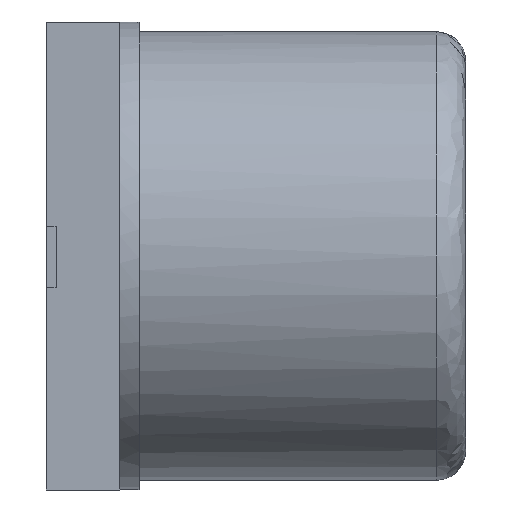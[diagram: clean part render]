
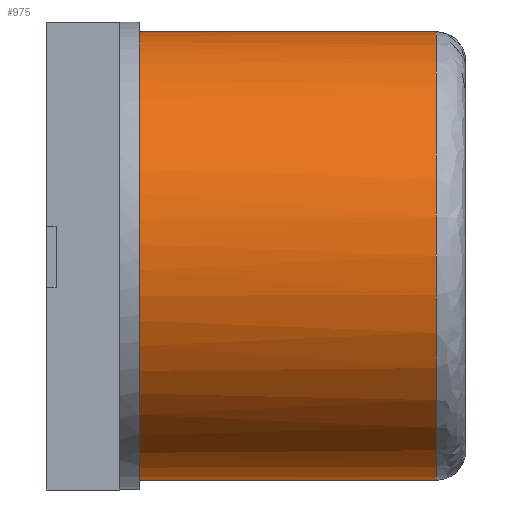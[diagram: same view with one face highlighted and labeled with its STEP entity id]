
A CAD part, left-side view. The second image highlights one B-rep face of the part: STEP entity #975.
In plain terms, the highlighted cylindrical face has radius 2.3 mm (diameter 4.6 mm), a partial arc.
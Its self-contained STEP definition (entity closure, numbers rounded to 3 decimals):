
#6 = ORIENTED_EDGE ( 'NONE', *, *, #443, .T. ) ;
#11 = ORIENTED_EDGE ( 'NONE', *, *, #1158, .F. ) ;
#31 = CARTESIAN_POINT ( 'NONE',  ( -4.014, -0.95, 2.024 ) ) ;
#36 = CARTESIAN_POINT ( 'NONE',  ( -4.803, -0.95, -1.333 ) ) ;
#37 = FACE_OUTER_BOUND ( 'NONE', #1249, .T. ) ;
#72 = CARTESIAN_POINT ( 'NONE',  ( -2.916, -4., 0. ) ) ;
#97 = CARTESIAN_POINT ( 'NONE',  ( -2.916, -0.95, -2.3 ) ) ;
#140 = CARTESIAN_POINT ( 'NONE',  ( -3.729, -0.95, -2.152 ) ) ;
#146 = CARTESIAN_POINT ( 'NONE',  ( -5.068, -0.95, 0.813 ) ) ;
#149 = AXIS2_PLACEMENT_3D ( 'NONE', #72, #1241, #761 ) ;
#151 = CARTESIAN_POINT ( 'NONE',  ( -3.209, -0.95, 2.3 ) ) ;
#155 = CARTESIAN_POINT ( 'NONE',  ( -3.522, -0.95, -2.221 ) ) ;
#222 = EDGE_CURVE ( 'NONE', #848, #1084, #751, .T. ) ;
#231 = CARTESIAN_POINT ( 'NONE',  ( -4.767, -0.95, 1.402 ) ) ;
#232 = CARTESIAN_POINT ( 'NONE',  ( -2.916, -0.95, 2.3 ) ) ;
#235 = CARTESIAN_POINT ( 'NONE',  ( -4.43, -0.95, 1.739 ) ) ;
#239 = CARTESIAN_POINT ( 'NONE',  ( -3.744, -0.95, -2.146 ) ) ;
#280 = VERTEX_POINT ( 'NONE', #1055 ) ;
#296 = ORIENTED_EDGE ( 'NONE', *, *, #408, .T. ) ;
#332 = CARTESIAN_POINT ( 'NONE',  ( -5.081, -0.95, 0.778 ) ) ;
#349 = CARTESIAN_POINT ( 'NONE',  ( -3.062, -0.95, -2.3 ) ) ;
#375 = DIRECTION ( 'NONE',  ( 0., -1., 0. ) ) ;
#408 = EDGE_CURVE ( 'NONE', #1084, #280, #1126, .T. ) ;
#423 = CARTESIAN_POINT ( 'NONE',  ( -5.196, -0.95, 0.361 ) ) ;
#428 = CARTESIAN_POINT ( 'NONE',  ( -3.491, -0.95, 2.246 ) ) ;
#435 = CARTESIAN_POINT ( 'NONE',  ( -5.04, -0.95, -0.883 ) ) ;
#441 = CARTESIAN_POINT ( 'NONE',  ( -5.137, -0.95, 0.606 ) ) ;
#443 = EDGE_CURVE ( 'NONE', #280, #1029, #906, .T. ) ;
#475 = CARTESIAN_POINT ( 'NONE',  ( -2.916, -4.3, 2.3 ) ) ;
#521 = ORIENTED_EDGE ( 'NONE', *, *, #222, .T. ) ;
#533 = CARTESIAN_POINT ( 'NONE',  ( -3.643, -0.95, -2.183 ) ) ;
#553 = CARTESIAN_POINT ( 'NONE',  ( -3.8, -0.95, 2.124 ) ) ;
#582 = VECTOR ( 'NONE', #756, 1000. ) ;
#631 = CARTESIAN_POINT ( 'NONE',  ( -4.058, -0.95, -2.022 ) ) ;
#639 = CARTESIAN_POINT ( 'NONE',  ( -2.916, -0.95, 2.3 ) ) ;
#641 = CARTESIAN_POINT ( 'NONE',  ( -2.916, -0.95, -2.3 ) ) ;
#677 = CARTESIAN_POINT ( 'NONE',  ( -3.278, -0.95, -2.28 ) ) ;
#729 = CARTESIAN_POINT ( 'NONE',  ( -5.062, -0.95, 0.828 ) ) ;
#734 = CARTESIAN_POINT ( 'NONE',  ( -5.162, -0.95, -0.575 ) ) ;
#751 = LINE ( 'NONE', #1144, #764 ) ;
#756 = DIRECTION ( 'NONE',  ( 0., 1., 0. ) ) ;
#761 = DIRECTION ( 'NONE',  ( 0., 0., 1. ) ) ;
#764 = VECTOR ( 'NONE', #375, 1000. ) ;
#792 = CARTESIAN_POINT ( 'NONE',  ( -2.916, -4., -2.3 ) ) ;
#811 = B_SPLINE_CURVE_WITH_KNOTS ( 'NONE', 3,
 ( #641, #349, #677, #155, #533, #1216, #140, #239, #631, #1019, #1134, #36, #1028, #1034, #832, #435, #936, #734, #922, #1111, #423, #441, #1207, #332, #146, #729, #821, #231, #235, #1023, #31, #940, #837, #553, #928, #428, #151, #639 ),
 .UNSPECIFIED., .F., .F.,
 ( 4, 1, 1, 1, 2, 2, 2, 1, 1, 1, 2, 2, 2, 1, 1, 1, 2, 2, 2, 1, 1, 1, 2, 2, 4 ),
 ( 0., 0.062, 0.094, 0.109, 0.117, 0.125, 0.25, 0.312, 0.344, 0.359, 0.367, 0.375, 0.5, 0.562, 0.594, 0.609, 0.617, 0.625, 0.75, 0.813, 0.844, 0.859, 0.867, 0.875, 1. ),
 .UNSPECIFIED. ) ;
#821 = CARTESIAN_POINT ( 'NONE',  ( -4.938, -0.95, 1.142 ) ) ;
#832 = CARTESIAN_POINT ( 'NONE',  ( -5.024, -0.95, -0.92 ) ) ;
#837 = CARTESIAN_POINT ( 'NONE',  ( -3.836, -0.95, 2.108 ) ) ;
#848 = VERTEX_POINT ( 'NONE', #97 ) ;
#905 = DIRECTION ( 'NONE',  ( 0., 0., 1. ) ) ;
#906 = LINE ( 'NONE', #475, #582 ) ;
#922 = CARTESIAN_POINT ( 'NONE',  ( -5.216, -0.95, -0.292 ) ) ;
#928 = CARTESIAN_POINT ( 'NONE',  ( -3.78, -0.95, 2.132 ) ) ;
#936 = CARTESIAN_POINT ( 'NONE',  ( -5.048, -0.95, -0.864 ) ) ;
#940 = CARTESIAN_POINT ( 'NONE',  ( -3.89, -0.95, 2.084 ) ) ;
#962 = CYLINDRICAL_SURFACE ( 'NONE', #1188, 2.3 ) ;
#975 = ADVANCED_FACE ( 'NONE', ( #37 ), #962, .T. ) ;
#1019 = CARTESIAN_POINT ( 'NONE',  ( -4.318, -0.95, -1.851 ) ) ;
#1023 = CARTESIAN_POINT ( 'NONE',  ( -4.249, -0.95, 1.887 ) ) ;
#1028 = CARTESIAN_POINT ( 'NONE',  ( -4.941, -0.95, -1.097 ) ) ;
#1029 = VERTEX_POINT ( 'NONE', #232 ) ;
#1034 = CARTESIAN_POINT ( 'NONE',  ( -5.001, -0.95, -0.974 ) ) ;
#1055 = CARTESIAN_POINT ( 'NONE',  ( -2.916, -4., 2.3 ) ) ;
#1081 = CARTESIAN_POINT ( 'NONE',  ( -2.916, -4.3, 0. ) ) ;
#1084 = VERTEX_POINT ( 'NONE', #792 ) ;
#1111 = CARTESIAN_POINT ( 'NONE',  ( -5.216, -0.95, 0.146 ) ) ;
#1126 = CIRCLE ( 'NONE', #149, 2.3 ) ;
#1134 = CARTESIAN_POINT ( 'NONE',  ( -4.655, -0.95, -1.514 ) ) ;
#1144 = CARTESIAN_POINT ( 'NONE',  ( -2.916, -4.3, -2.3 ) ) ;
#1158 = EDGE_CURVE ( 'NONE', #848, #1029, #811, .T. ) ;
#1170 = DIRECTION ( 'NONE',  ( 0., 1., 0. ) ) ;
#1188 = AXIS2_PLACEMENT_3D ( 'NONE', #1081, #1170, #905 ) ;
#1207 = CARTESIAN_POINT ( 'NONE',  ( -5.099, -0.95, 0.727 ) ) ;
#1216 = CARTESIAN_POINT ( 'NONE',  ( -3.695, -0.95, -2.164 ) ) ;
#1241 = DIRECTION ( 'NONE',  ( 0., 1., 0. ) ) ;
#1249 = EDGE_LOOP ( 'NONE', ( #6, #11, #521, #296 ) ) ;
